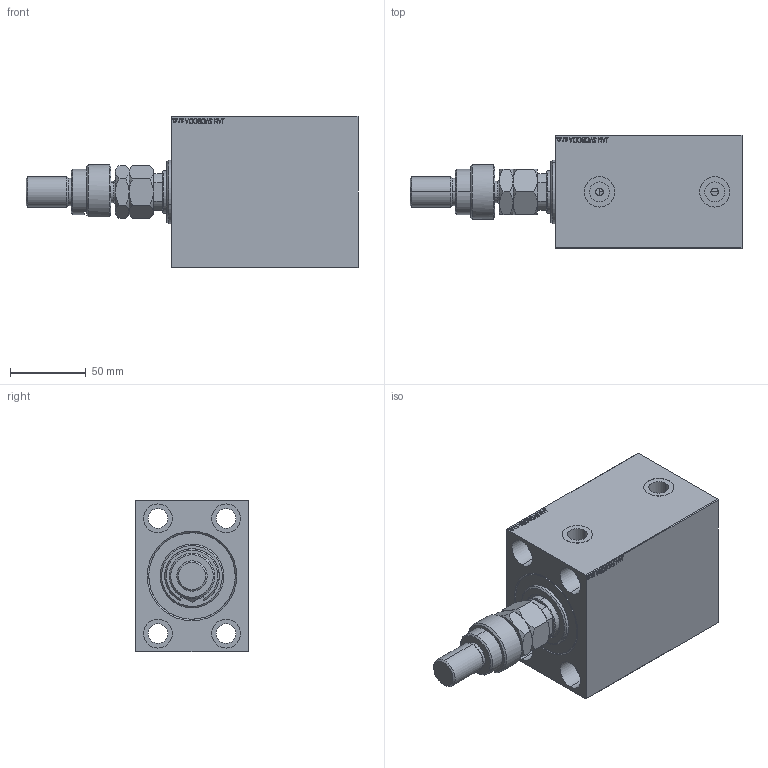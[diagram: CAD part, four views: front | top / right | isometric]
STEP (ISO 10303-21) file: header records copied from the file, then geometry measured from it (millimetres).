
FILE_DESCRIPTION (( 'STEP AP203' ), '1' );
FILE_NAME ('bd86.STEP', '2022-04-17T07:40:46', ( '' ), ( '' ), 'SwSTEP 2.0', 'SolidWorks 2019', '' );
FILE_SCHEMA (( 'CONFIG_CONTROL_DESIGN' ));
Length unit declared in the file: millimetre
Products named in the file (7): MFA 607f65ff19529f8e8c10c52fc4119e3e; V450CM_C_VCP 607f65ff19529f8e8c10c52fc4119e3e; FEMALE_PART_FOR_DFA 607f65ff19529f8e8c10c52fc4119e3e; V450CM_C_Body 607f65ff19529f8e8c10c52fc4119e3e; bd86; V450CM_VC_B 607f65ff19529f8e8c10c52fc4119e3e; DFA 607f65ff19529f8e8c10c52fc4119e3e
Assembly tree (6 placements, depth 3):
  bd86
    V450CM_C_Body 607f65ff19529f8e8c10c52fc4119e3e
    V450CM_C_VCP 607f65ff19529f8e8c10c52fc4119e3e
    V450CM_VC_B 607f65ff19529f8e8c10c52fc4119e3e
    DFA 607f65ff19529f8e8c10c52fc4119e3e
      FEMALE_PART_FOR_DFA 607f65ff19529f8e8c10c52fc4119e3e
      MFA 607f65ff19529f8e8c10c52fc4119e3e
Bounding box: 219 x 75 x 100 mm (x, y, z)
Volume: 816337.9 mm3; surface area: 142277.3 mm2
Topology: 5 solids, 5 shells, 967 faces, 2442 edges, 1601 vertices
Faces by surface type: plane 442, bspline 380, cylinder 87, cone 54, torus 4
Entity records: 47589 total; most frequent: CARTESIAN_POINT 26132, ORIENTED_EDGE 4880, DIRECTION 3026, EDGE_CURVE 2440, VERTEX_POINT 1601, VECTOR 1380, LINE 1380, EDGE_LOOP 1103
